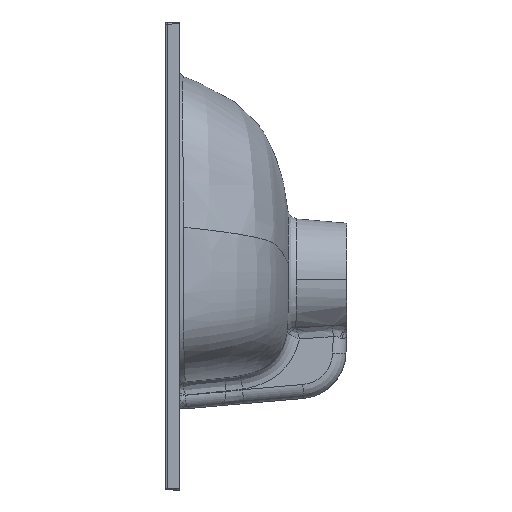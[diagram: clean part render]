
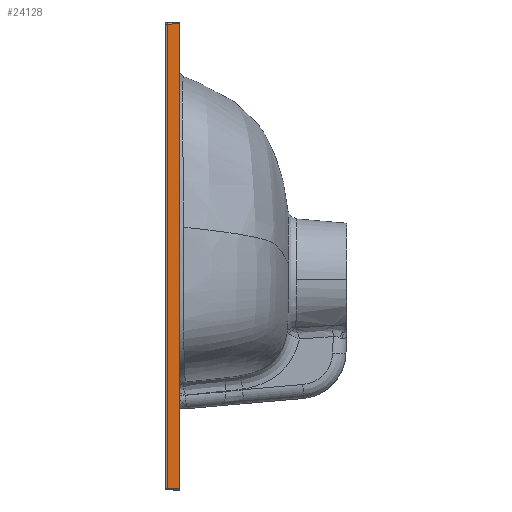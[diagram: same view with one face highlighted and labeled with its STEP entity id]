
A CAD part, left-side view. The second image highlights one B-rep face of the part: STEP entity #24128.
In plain terms, the highlighted planar face has unit normal (-1, 0.018, 0).
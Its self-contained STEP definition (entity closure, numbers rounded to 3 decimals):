
#69 = CARTESIAN_POINT ( 'NONE',  ( -450., 105., -223. ) ) ;
#1559 = AXIS2_PLACEMENT_3D ( 'NONE', #18787, #18580, #15017 ) ;
#2431 = FACE_OUTER_BOUND ( 'NONE', #23096, .T. ) ;
#3802 = LINE ( 'NONE', #69, #4916 ) ;
#4531 = VERTEX_POINT ( 'NONE', #36338 ) ;
#4916 = VECTOR ( 'NONE', #19543, 1000. ) ;
#5635 = LINE ( 'NONE', #24509, #11567 ) ;
#11132 = VECTOR ( 'NONE', #14762, 1000. ) ;
#11567 = VECTOR ( 'NONE', #27871, 1000. ) ;
#14762 = DIRECTION ( 'NONE',  ( 0., 0., -1. ) ) ;
#15017 = DIRECTION ( 'NONE',  ( -0.017, -1., 0. ) ) ;
#15317 = VECTOR ( 'NONE', #26486, 1000. ) ;
#15968 = EDGE_CURVE ( 'NONE', #29888, #21586, #33180, .T. ) ;
#18580 = DIRECTION ( 'NONE',  ( -1., 0.017, 0. ) ) ;
#18787 = CARTESIAN_POINT ( 'NONE',  ( -450., 105., 275. ) ) ;
#19543 = DIRECTION ( 'NONE',  ( -0.017, -1., 0. ) ) ;
#19944 = ORIENTED_EDGE ( 'NONE', *, *, #27845, .T. ) ;
#20400 = CARTESIAN_POINT ( 'NONE',  ( -449.772, 118.035, 275. ) ) ;
#20822 = EDGE_CURVE ( 'NONE', #4531, #29888, #5635, .T. ) ;
#21499 = CARTESIAN_POINT ( 'NONE',  ( -450., 105., -223. ) ) ;
#21506 = PLANE ( 'NONE',  #1559 ) ;
#21586 = VERTEX_POINT ( 'NONE', #35971 ) ;
#23096 = EDGE_LOOP ( 'NONE', ( #36958, #19944, #27744, #30004 ) ) ;
#24128 = ADVANCED_FACE ( 'NONE', ( #2431 ), #21506, .T. ) ;
#24509 = CARTESIAN_POINT ( 'NONE',  ( -450.001, 104.965, 273.001 ) ) ;
#26486 = DIRECTION ( 'NONE',  ( 0., 0., -1. ) ) ;
#27346 = LINE ( 'NONE', #41158, #11132 ) ;
#27744 = ORIENTED_EDGE ( 'NONE', *, *, #36449, .F. ) ;
#27845 = EDGE_CURVE ( 'NONE', #21586, #32013, #3802, .T. ) ;
#27871 = DIRECTION ( 'NONE',  ( 0.017, 1., -0.017 ) ) ;
#29888 = VERTEX_POINT ( 'NONE', #38470 ) ;
#30004 = ORIENTED_EDGE ( 'NONE', *, *, #20822, .T. ) ;
#32013 = VERTEX_POINT ( 'NONE', #21499 ) ;
#33180 = LINE ( 'NONE', #20400, #15317 ) ;
#35971 = CARTESIAN_POINT ( 'NONE',  ( -449.772, 118.035, -223. ) ) ;
#36338 = CARTESIAN_POINT ( 'NONE',  ( -450., 105., 273. ) ) ;
#36449 = EDGE_CURVE ( 'NONE', #4531, #32013, #27346, .T. ) ;
#36958 = ORIENTED_EDGE ( 'NONE', *, *, #15968, .T. ) ;
#38470 = CARTESIAN_POINT ( 'NONE',  ( -449.772, 118.035, 272.773 ) ) ;
#41158 = CARTESIAN_POINT ( 'NONE',  ( -450., 105., 275. ) ) ;
